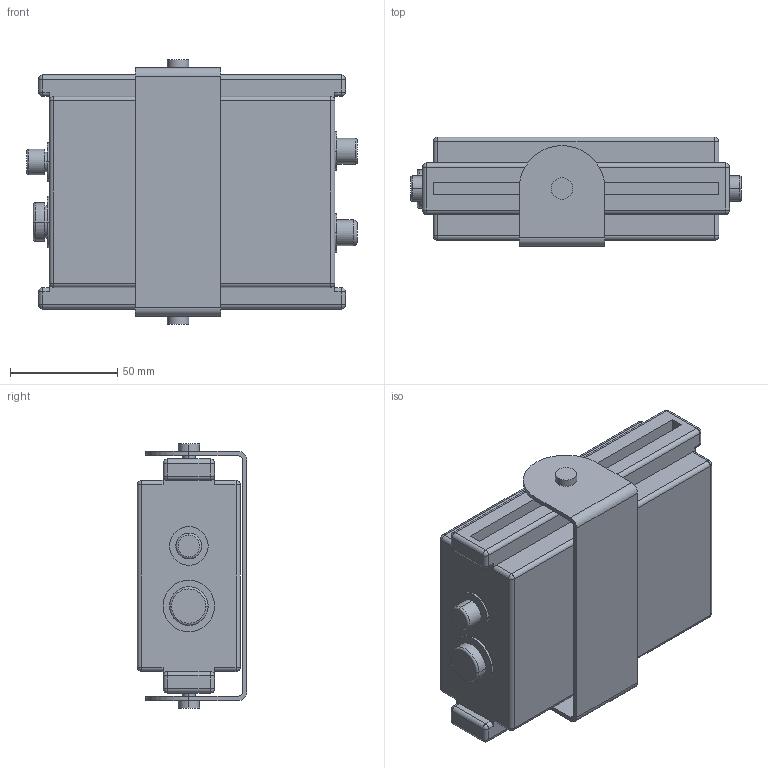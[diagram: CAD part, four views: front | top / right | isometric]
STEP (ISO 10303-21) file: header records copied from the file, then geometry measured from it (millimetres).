
FILE_DESCRIPTION((''),'2;1');
FILE_NAME('VCS110_F400171A','2006-10-19T',('Pepperl+Fuchs'),('IndustrieHansa'),'PRO/ENGINEER BY PARAMETRIC TECHNOLOGY CORPORATION, 2006200','PRO/ENGINEER BY PARAMETRIC TECHNOLOGY CORPORATION, 2006200','');
FILE_SCHEMA(('AUTOMOTIVE_DESIGN_CC2 { 1 2 10303 214 -1 1 5 2 }'));
Length unit declared in the file: millimetre
Products named in the file (1): VCS110_F400171A
Bounding box: 154 x 51 x 123 mm (x, y, z)
Volume: 641980.5 mm3; surface area: 75445.8 mm2
Topology: 1 solids, 1 shells, 164 faces, 377 edges, 246 vertices
Faces by surface type: cylinder 78, plane 54, sphere 24, torus 8
Entity records: 6193 total; most frequent: DIRECTION 883, CARTESIAN_POINT 754, ORIENTED_EDGE 720, PRESENTATION_STYLE_ASSIGNMENT 417, STYLED_ITEM 379, CURVE_STYLE 378, EDGE_CURVE 360, AXIS2_PLACEMENT_3D 341
